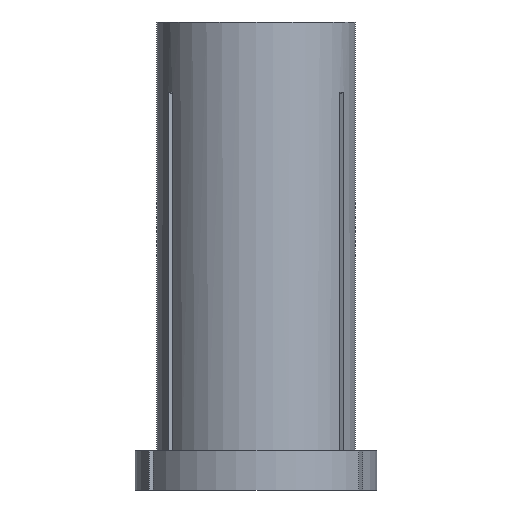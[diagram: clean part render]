
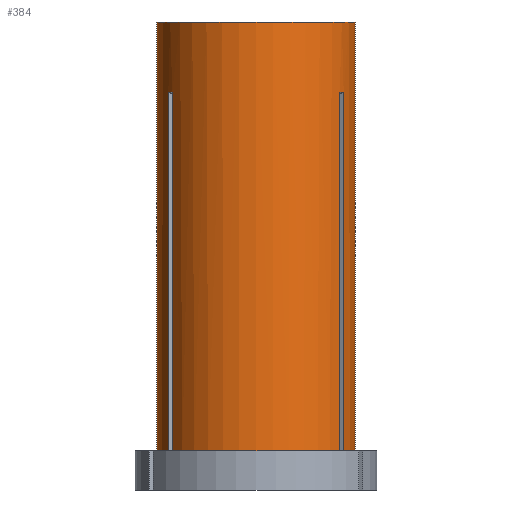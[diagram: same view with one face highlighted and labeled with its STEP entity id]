
A CAD part, front view. The second image highlights one B-rep face of the part: STEP entity #384.
In plain terms, the highlighted cylindrical face has radius 12.7 mm (diameter 25.4 mm), a partial arc.
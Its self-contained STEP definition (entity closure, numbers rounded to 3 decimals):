
#38 = CYLINDRICAL_SURFACE ( 'NONE', #816, 12.7 ) ;
#40 = EDGE_CURVE ( 'NONE', #1031, #1119, #265, .T. ) ;
#48 = EDGE_CURVE ( 'NONE', #722, #1061, #1020, .T. ) ;
#49 = DIRECTION ( 'NONE',  ( 0., 0., 1. ) ) ;
#51 = CARTESIAN_POINT ( 'NONE',  ( 0., 0., 0. ) ) ;
#58 = CARTESIAN_POINT ( 'NONE',  ( 11.24, -5.912, 0. ) ) ;
#64 = CARTESIAN_POINT ( 'NONE',  ( -11.24, -5.912, 0. ) ) ;
#71 = ORIENTED_EDGE ( 'NONE', *, *, #40, .T. ) ;
#72 = CARTESIAN_POINT ( 'NONE',  ( 0., 0., 0. ) ) ;
#78 = AXIS2_PLACEMENT_3D ( 'NONE', #145, #487, #931 ) ;
#99 = CARTESIAN_POINT ( 'NONE',  ( 12.7, 0., 0. ) ) ;
#106 = DIRECTION ( 'NONE',  ( 0., 0., 1. ) ) ;
#112 = DIRECTION ( 'NONE',  ( 0., 0., 1. ) ) ;
#125 = CARTESIAN_POINT ( 'NONE',  ( 12.7, 0., 0. ) ) ;
#129 = CARTESIAN_POINT ( 'NONE',  ( -10.829, -6.637, -9.001 ) ) ;
#145 = CARTESIAN_POINT ( 'NONE',  ( 0., 0., -55. ) ) ;
#153 = VERTEX_POINT ( 'NONE', #1065 ) ;
#176 = CARTESIAN_POINT ( 'NONE',  ( 0., 0., -55. ) ) ;
#177 = ORIENTED_EDGE ( 'NONE', *, *, #863, .T. ) ;
#195 = CARTESIAN_POINT ( 'NONE',  ( 11.083, -6.204, -9. ) ) ;
#220 = ORIENTED_EDGE ( 'NONE', *, *, #612, .F. ) ;
#222 = ORIENTED_EDGE ( 'NONE', *, *, #48, .T. ) ;
#234 = VECTOR ( 'NONE', #954, 1000. ) ;
#245 = CARTESIAN_POINT ( 'NONE',  ( 11.24, -5.912, -9.003 ) ) ;
#250 = ORIENTED_EDGE ( 'NONE', *, *, #1097, .T. ) ;
#265 = CIRCLE ( 'NONE', #1113, 12.7 ) ;
#267 = VECTOR ( 'NONE', #106, 1000. ) ;
#293 = EDGE_CURVE ( 'NONE', #1057, #660, #1000, .T. ) ;
#296 = CARTESIAN_POINT ( 'NONE',  ( -10.74, -6.778, -9.003 ) ) ;
#322 = CARTESIAN_POINT ( 'NONE',  ( -11.24, -5.912, -9.003 ) ) ;
#331 = DIRECTION ( 'NONE',  ( 0., 0., 1. ) ) ;
#351 = VERTEX_POINT ( 'NONE', #417 ) ;
#365 = CARTESIAN_POINT ( 'NONE',  ( 10.74, -6.778, -55. ) ) ;
#384 = ADVANCED_FACE ( 'NONE', ( #790 ), #38, .T. ) ;
#392 = AXIS2_PLACEMENT_3D ( 'NONE', #72, #796, #881 ) ;
#397 = ORIENTED_EDGE ( 'NONE', *, *, #293, .T. ) ;
#417 = CARTESIAN_POINT ( 'NONE',  ( -12.7, 0., 0. ) ) ;
#440 = ORIENTED_EDGE ( 'NONE', *, *, #1064, .F. ) ;
#447 = ORIENTED_EDGE ( 'NONE', *, *, #635, .T. ) ;
#448 = EDGE_CURVE ( 'NONE', #1119, #722, #726, .T. ) ;
#468 = DIRECTION ( 'NONE',  ( 1., 0., 0. ) ) ;
#469 = CARTESIAN_POINT ( 'NONE',  ( -10.74, -6.778, 0. ) ) ;
#471 = ORIENTED_EDGE ( 'NONE', *, *, #937, .F. ) ;
#485 = VECTOR ( 'NONE', #946, 1000. ) ;
#487 = DIRECTION ( 'NONE',  ( 0., 0., 1. ) ) ;
#500 = LINE ( 'NONE', #469, #267 ) ;
#515 = CARTESIAN_POINT ( 'NONE',  ( -10.74, -6.778, -55. ) ) ;
#517 = LINE ( 'NONE', #64, #485 ) ;
#521 = ORIENTED_EDGE ( 'NONE', *, *, #736, .T. ) ;
#522 = VERTEX_POINT ( 'NONE', #99 ) ;
#523 = VERTEX_POINT ( 'NONE', #1056 ) ;
#547 = CARTESIAN_POINT ( 'NONE',  ( 11.163, -6.059, -9.001 ) ) ;
#550 = CARTESIAN_POINT ( 'NONE',  ( 0., 0., -55. ) ) ;
#572 = DIRECTION ( 'NONE',  ( 1., 0., 0. ) ) ;
#573 = CARTESIAN_POINT ( 'NONE',  ( 11.24, -5.912, -55. ) ) ;
#578 = CARTESIAN_POINT ( 'NONE',  ( -10.74, -6.778, -9.003 ) ) ;
#612 = EDGE_CURVE ( 'NONE', #1031, #660, #500, .T. ) ;
#635 = EDGE_CURVE ( 'NONE', #895, #522, #654, .T. ) ;
#643 = CIRCLE ( 'NONE', #392, 12.7 ) ;
#654 = LINE ( 'NONE', #125, #1076 ) ;
#660 = VERTEX_POINT ( 'NONE', #296 ) ;
#663 = VERTEX_POINT ( 'NONE', #573 ) ;
#674 = ORIENTED_EDGE ( 'NONE', *, *, #448, .T. ) ;
#675 = AXIS2_PLACEMENT_3D ( 'NONE', #176, #805, #811 ) ;
#682 = ORIENTED_EDGE ( 'NONE', *, *, #844, .F. ) ;
#704 = EDGE_LOOP ( 'NONE', ( #471, #250, #521, #397, #220, #71, #674, #222, #440, #177, #447, #682 ) ) ;
#722 = VERTEX_POINT ( 'NONE', #1072 ) ;
#726 = LINE ( 'NONE', #947, #1129 ) ;
#734 = CARTESIAN_POINT ( 'NONE',  ( 10.916, -6.493, -9. ) ) ;
#736 = EDGE_CURVE ( 'NONE', #523, #1057, #517, .T. ) ;
#752 = LINE ( 'NONE', #789, #839 ) ;
#764 = CARTESIAN_POINT ( 'NONE',  ( -11.162, -6.06, -9.001 ) ) ;
#789 = CARTESIAN_POINT ( 'NONE',  ( -12.7, 0., 0. ) ) ;
#790 = FACE_OUTER_BOUND ( 'NONE', #704, .T. ) ;
#796 = DIRECTION ( 'NONE',  ( 0., 0., 1. ) ) ;
#805 = DIRECTION ( 'NONE',  ( 0., 0., 1. ) ) ;
#811 = DIRECTION ( 'NONE',  ( 1., 0., 0. ) ) ;
#816 = AXIS2_PLACEMENT_3D ( 'NONE', #51, #1117, #572 ) ;
#828 = CIRCLE ( 'NONE', #78, 12.7 ) ;
#839 = VECTOR ( 'NONE', #331, 1000. ) ;
#844 = EDGE_CURVE ( 'NONE', #351, #522, #643, .T. ) ;
#852 = DIRECTION ( 'NONE',  ( 0., 0., 1. ) ) ;
#861 = CARTESIAN_POINT ( 'NONE',  ( 12.7, 0., -55. ) ) ;
#863 = EDGE_CURVE ( 'NONE', #663, #895, #828, .T. ) ;
#881 = DIRECTION ( 'NONE',  ( 1., 0., 0. ) ) ;
#895 = VERTEX_POINT ( 'NONE', #861 ) ;
#931 = DIRECTION ( 'NONE',  ( 1., 0., 0. ) ) ;
#937 = EDGE_CURVE ( 'NONE', #153, #351, #752, .T. ) ;
#946 = DIRECTION ( 'NONE',  ( 0., 0., 1. ) ) ;
#947 = CARTESIAN_POINT ( 'NONE',  ( 10.74, -6.778, 0. ) ) ;
#954 = DIRECTION ( 'NONE',  ( 0., 0., 1. ) ) ;
#963 = CIRCLE ( 'NONE', #675, 12.7 ) ;
#994 = CARTESIAN_POINT ( 'NONE',  ( 11.24, -5.912, -9.003 ) ) ;
#998 = CARTESIAN_POINT ( 'NONE',  ( 10.829, -6.636, -9.001 ) ) ;
#1000 = B_SPLINE_CURVE_WITH_KNOTS ( 'NONE', 3,
 ( #322, #764, #1021, #129, #578 ),
 .UNSPECIFIED., .F., .F.,
 ( 4, 1, 4 ),
 ( 0.063, 0.063, 0.064 ),
 .UNSPECIFIED. ) ;
#1020 = B_SPLINE_CURVE_WITH_KNOTS ( 'NONE', 3,
 ( #1071, #998, #734, #195, #547, #994 ),
 .UNSPECIFIED., .F., .F.,
 ( 4, 2, 4 ),
 ( 0.07, 0.07, 0.071 ),
 .UNSPECIFIED. ) ;
#1021 = CARTESIAN_POINT ( 'NONE',  ( -11.001, -6.353, -8.999 ) ) ;
#1029 = CARTESIAN_POINT ( 'NONE',  ( -11.24, -5.912, -9.003 ) ) ;
#1031 = VERTEX_POINT ( 'NONE', #515 ) ;
#1056 = CARTESIAN_POINT ( 'NONE',  ( -11.24, -5.912, -55. ) ) ;
#1057 = VERTEX_POINT ( 'NONE', #1029 ) ;
#1061 = VERTEX_POINT ( 'NONE', #245 ) ;
#1064 = EDGE_CURVE ( 'NONE', #663, #1061, #1068, .T. ) ;
#1065 = CARTESIAN_POINT ( 'NONE',  ( -12.7, 0., -55. ) ) ;
#1068 = LINE ( 'NONE', #58, #234 ) ;
#1071 = CARTESIAN_POINT ( 'NONE',  ( 10.74, -6.778, -9.003 ) ) ;
#1072 = CARTESIAN_POINT ( 'NONE',  ( 10.74, -6.778, -9.003 ) ) ;
#1076 = VECTOR ( 'NONE', #852, 1000. ) ;
#1097 = EDGE_CURVE ( 'NONE', #153, #523, #963, .T. ) ;
#1113 = AXIS2_PLACEMENT_3D ( 'NONE', #550, #112, #468 ) ;
#1117 = DIRECTION ( 'NONE',  ( 0., 0., 1. ) ) ;
#1119 = VERTEX_POINT ( 'NONE', #365 ) ;
#1129 = VECTOR ( 'NONE', #49, 1000. ) ;
